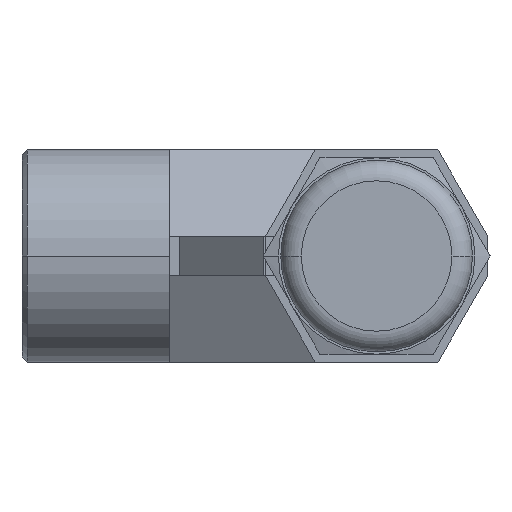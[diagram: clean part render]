
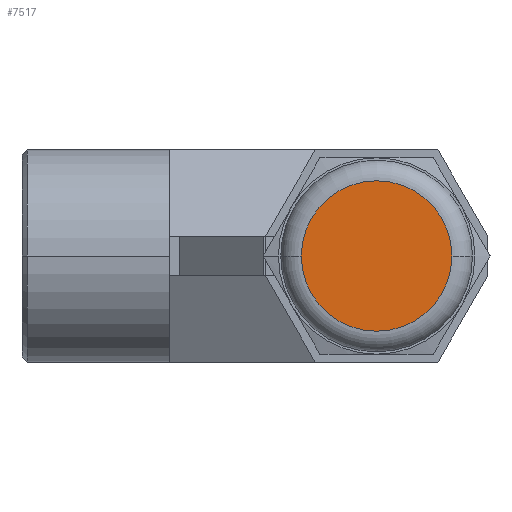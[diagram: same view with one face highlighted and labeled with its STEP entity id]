
A CAD part, left-side view. The second image highlights one B-rep face of the part: STEP entity #7517.
In plain terms, the highlighted planar face has unit normal (-1, 0, 0).
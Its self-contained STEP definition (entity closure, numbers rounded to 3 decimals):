
#2670 = EDGE_CURVE('',#2671,#2673,#2675,.T.);
#2671 = VERTEX_POINT('',#2672);
#2672 = CARTESIAN_POINT('',(1086.053,1150.871,0.));
#2673 = VERTEX_POINT('',#2674);
#2674 = CARTESIAN_POINT('',(1086.053,1136.271,
    0.));
#2675 = CIRCLE('',#2676,7.3);
#2676 = AXIS2_PLACEMENT_3D('',#2677,#2678,#2679);
#2677 = CARTESIAN_POINT('',(1086.053,1143.571,0.));
#2678 = DIRECTION('',(1.,0.,-0.));
#2679 = DIRECTION('',(0.,1.,0.));
#7517 = ADVANCED_FACE('',(#7518),#7528,.F.);
#7518 = FACE_BOUND('',#7519,.T.);
#7519 = EDGE_LOOP('',(#7520,#7521));
#7520 = ORIENTED_EDGE('',*,*,#2670,.F.);
#7521 = ORIENTED_EDGE('',*,*,#7522,.F.);
#7522 = EDGE_CURVE('',#2673,#2671,#7523,.T.);
#7523 = CIRCLE('',#7524,7.3);
#7524 = AXIS2_PLACEMENT_3D('',#7525,#7526,#7527);
#7525 = CARTESIAN_POINT('',(1086.053,1143.571,0.));
#7526 = DIRECTION('',(1.,0.,-0.));
#7527 = DIRECTION('',(0.,1.,0.));
#7528 = PLANE('',#7529);
#7529 = AXIS2_PLACEMENT_3D('',#7530,#7531,#7532);
#7530 = CARTESIAN_POINT('',(1086.053,0.,0.));
#7531 = DIRECTION('',(1.,0.,-0.));
#7532 = DIRECTION('',(0.,1.,0.));
